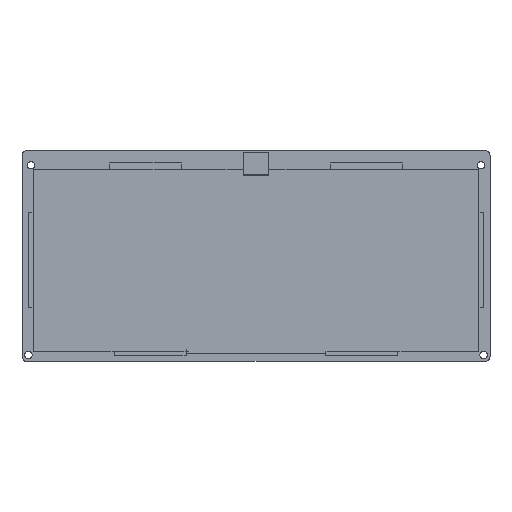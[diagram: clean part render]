
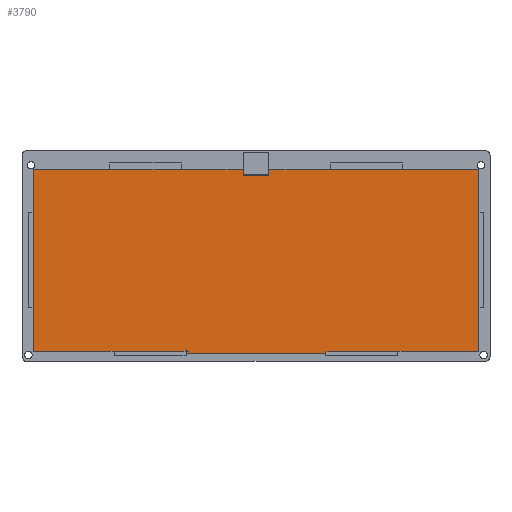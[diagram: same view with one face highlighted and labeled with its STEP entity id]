
A CAD part, top view. The second image highlights one B-rep face of the part: STEP entity #3790.
In plain terms, the highlighted planar face has unit normal (0, 0, 1).
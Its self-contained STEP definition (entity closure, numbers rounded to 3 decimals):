
#206=FACE_OUTER_BOUND('',#420,.T.);
#420=EDGE_LOOP('',(#2507,#2508,#2509,#2510,#2511,#2512,#2513,#2514,#2515,
#2516,#2517,#2518,#2519,#2520,#2521,#2522,#2523,#2524));
#662=LINE('',#5129,#1119);
#663=LINE('',#5131,#1120);
#664=LINE('',#5133,#1121);
#665=LINE('',#5135,#1122);
#666=LINE('',#5137,#1123);
#667=LINE('',#5139,#1124);
#668=LINE('',#5141,#1125);
#669=LINE('',#5143,#1126);
#670=LINE('',#5145,#1127);
#671=LINE('',#5147,#1128);
#672=LINE('',#5149,#1129);
#673=LINE('',#5151,#1130);
#674=LINE('',#5153,#1131);
#675=LINE('',#5155,#1132);
#676=LINE('',#5157,#1133);
#677=LINE('',#5159,#1134);
#678=LINE('',#5161,#1135);
#679=LINE('',#5162,#1136);
#1119=VECTOR('',#4230,10.);
#1120=VECTOR('',#4231,10.);
#1121=VECTOR('',#4232,10.);
#1122=VECTOR('',#4233,10.);
#1123=VECTOR('',#4234,10.);
#1124=VECTOR('',#4235,10.);
#1125=VECTOR('',#4236,10.);
#1126=VECTOR('',#4237,10.);
#1127=VECTOR('',#4238,10.);
#1128=VECTOR('',#4239,10.);
#1129=VECTOR('',#4240,10.);
#1130=VECTOR('',#4241,10.);
#1131=VECTOR('',#4242,10.);
#1132=VECTOR('',#4243,10.);
#1133=VECTOR('',#4244,10.);
#1134=VECTOR('',#4245,10.);
#1135=VECTOR('',#4246,10.);
#1136=VECTOR('',#4247,10.);
#1576=VERTEX_POINT('',#5127);
#1577=VERTEX_POINT('',#5128);
#1578=VERTEX_POINT('',#5130);
#1579=VERTEX_POINT('',#5132);
#1580=VERTEX_POINT('',#5134);
#1581=VERTEX_POINT('',#5136);
#1582=VERTEX_POINT('',#5138);
#1583=VERTEX_POINT('',#5140);
#1584=VERTEX_POINT('',#5142);
#1585=VERTEX_POINT('',#5144);
#1586=VERTEX_POINT('',#5146);
#1587=VERTEX_POINT('',#5148);
#1588=VERTEX_POINT('',#5150);
#1589=VERTEX_POINT('',#5152);
#1590=VERTEX_POINT('',#5154);
#1591=VERTEX_POINT('',#5156);
#1592=VERTEX_POINT('',#5158);
#1593=VERTEX_POINT('',#5160);
#1944=EDGE_CURVE('',#1576,#1577,#662,.T.);
#1945=EDGE_CURVE('',#1578,#1576,#663,.T.);
#1946=EDGE_CURVE('',#1579,#1578,#664,.T.);
#1947=EDGE_CURVE('',#1580,#1579,#665,.T.);
#1948=EDGE_CURVE('',#1581,#1580,#666,.T.);
#1949=EDGE_CURVE('',#1582,#1581,#667,.T.);
#1950=EDGE_CURVE('',#1583,#1582,#668,.T.);
#1951=EDGE_CURVE('',#1584,#1583,#669,.T.);
#1952=EDGE_CURVE('',#1585,#1584,#670,.T.);
#1953=EDGE_CURVE('',#1586,#1585,#671,.T.);
#1954=EDGE_CURVE('',#1587,#1586,#672,.T.);
#1955=EDGE_CURVE('',#1588,#1587,#673,.T.);
#1956=EDGE_CURVE('',#1589,#1588,#674,.T.);
#1957=EDGE_CURVE('',#1590,#1589,#675,.T.);
#1958=EDGE_CURVE('',#1591,#1590,#676,.T.);
#1959=EDGE_CURVE('',#1592,#1591,#677,.T.);
#1960=EDGE_CURVE('',#1593,#1592,#678,.T.);
#1961=EDGE_CURVE('',#1577,#1593,#679,.T.);
#2507=ORIENTED_EDGE('',*,*,#1944,.F.);
#2508=ORIENTED_EDGE('',*,*,#1945,.F.);
#2509=ORIENTED_EDGE('',*,*,#1946,.F.);
#2510=ORIENTED_EDGE('',*,*,#1947,.F.);
#2511=ORIENTED_EDGE('',*,*,#1948,.F.);
#2512=ORIENTED_EDGE('',*,*,#1949,.F.);
#2513=ORIENTED_EDGE('',*,*,#1950,.F.);
#2514=ORIENTED_EDGE('',*,*,#1951,.F.);
#2515=ORIENTED_EDGE('',*,*,#1952,.F.);
#2516=ORIENTED_EDGE('',*,*,#1953,.F.);
#2517=ORIENTED_EDGE('',*,*,#1954,.F.);
#2518=ORIENTED_EDGE('',*,*,#1955,.F.);
#2519=ORIENTED_EDGE('',*,*,#1956,.F.);
#2520=ORIENTED_EDGE('',*,*,#1957,.F.);
#2521=ORIENTED_EDGE('',*,*,#1958,.F.);
#2522=ORIENTED_EDGE('',*,*,#1959,.F.);
#2523=ORIENTED_EDGE('',*,*,#1960,.F.);
#2524=ORIENTED_EDGE('',*,*,#1961,.F.);
#3633=PLANE('',#4006);
#3790=ADVANCED_FACE('',(#206),#3633,.F.);
#4006=AXIS2_PLACEMENT_3D('',#5126,#4228,#4229);
#4228=DIRECTION('center_axis',(0.,0.,-1.));
#4229=DIRECTION('ref_axis',(-1.,0.,0.));
#4230=DIRECTION('',(1.,0.,0.));
#4231=DIRECTION('',(0.,-1.,0.));
#4232=DIRECTION('',(1.,0.,0.));
#4233=DIRECTION('',(0.,1.,0.));
#4234=DIRECTION('',(-1.,0.,0.));
#4235=DIRECTION('',(-0.006,-1.,0.));
#4236=DIRECTION('',(0.,1.,0.));
#4237=DIRECTION('',(-1.,0.,0.));
#4238=DIRECTION('',(0.006,1.,0.));
#4239=DIRECTION('',(1.,-0.006,0.));
#4240=DIRECTION('',(0.,1.,0.));
#4241=DIRECTION('',(-1.,0.,0.));
#4242=DIRECTION('',(0.,-1.,0.));
#4243=DIRECTION('',(-1.,0.,0.));
#4244=DIRECTION('',(-1.,0.,0.));
#4245=DIRECTION('',(0.,-1.,0.));
#4246=DIRECTION('',(1.,0.,0.));
#4247=DIRECTION('',(0.,1.,0.));
#5126=CARTESIAN_POINT('Origin',(85.3,-26.81,0.5));
#5127=CARTESIAN_POINT('',(79.8,7.74,0.5));
#5128=CARTESIAN_POINT('',(90.8,7.74,0.5));
#5129=CARTESIAN_POINT('',(86.675,7.74,0.5));
#5130=CARTESIAN_POINT('',(79.8,10.24,0.5));
#5131=CARTESIAN_POINT('',(79.8,-8.285,0.5));
#5132=CARTESIAN_POINT('',(-10.65,10.24,0.5));
#5133=CARTESIAN_POINT('',(69.237,10.24,0.5));
#5134=CARTESIAN_POINT('',(-10.65,-67.86,0.5));
#5135=CARTESIAN_POINT('',(-10.65,-17.435,0.5));
#5136=CARTESIAN_POINT('',(55.169,-67.86,0.5));
#5137=CARTESIAN_POINT('',(54.738,-67.86,0.5));
#5138=CARTESIAN_POINT('',(55.175,-66.86,0.5));
#5139=CARTESIAN_POINT('',(55.294,-47.244,0.5));
#5140=CARTESIAN_POINT('',(55.175,-67.86,0.5));
#5141=CARTESIAN_POINT('',(55.175,-46.835,0.5));
#5142=CARTESIAN_POINT('',(56.169,-67.86,0.5));
#5143=CARTESIAN_POINT('',(70.238,-67.86,0.5));
#5144=CARTESIAN_POINT('',(56.169,-67.866,0.5));
#5145=CARTESIAN_POINT('',(56.294,-47.25,0.5));
#5146=CARTESIAN_POINT('',(55.175,-67.86,0.5));
#5147=CARTESIAN_POINT('',(70.11,-67.951,0.5));
#5148=CARTESIAN_POINT('',(55.175,-68.86,0.5));
#5149=CARTESIAN_POINT('',(55.175,-69.86,0.5));
#5150=CARTESIAN_POINT('',(115.425,-68.86,0.5));
#5151=CARTESIAN_POINT('',(100.362,-68.86,0.5));
#5152=CARTESIAN_POINT('',(115.425,-67.86,0.5));
#5153=CARTESIAN_POINT('',(115.425,-47.335,0.5));
#5154=CARTESIAN_POINT('',(117.425,-67.86,0.5));
#5155=CARTESIAN_POINT('',(101.363,-67.86,0.5));
#5156=CARTESIAN_POINT('',(181.25,-67.86,0.5));
#5157=CARTESIAN_POINT('',(133.275,-67.86,0.5));
#5158=CARTESIAN_POINT('',(181.25,10.24,0.5));
#5159=CARTESIAN_POINT('',(181.25,-37.935,0.5));
#5160=CARTESIAN_POINT('',(90.8,10.24,0.5));
#5161=CARTESIAN_POINT('',(116.863,10.24,0.5));
#5162=CARTESIAN_POINT('',(90.8,-4.46,0.5));
